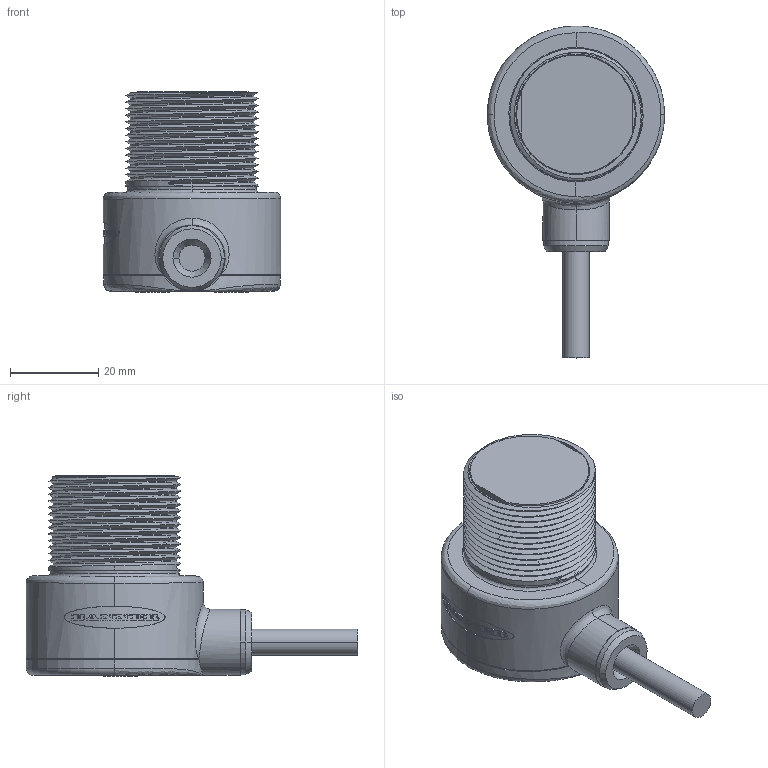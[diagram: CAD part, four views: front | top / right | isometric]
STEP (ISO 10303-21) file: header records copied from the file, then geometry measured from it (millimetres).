
FILE_DESCRIPTION((''),'2;1');
FILE_NAME('156726_SM01_ASM','2022-11-07T14:21:15',('PDMAdmin'),('BANNER ENGINEERING'),'CREO PARAMETRIC BY PTC INC, 2019292','CREO PARAMETRIC BY PTC INC, 2019292','');
FILE_SCHEMA(('CONFIG_CONTROL_DESIGN'));
Products named in the file (3): 156726_EP01; 09460_WEB; 156726_SM01_ASM
Assembly tree (2 placements, depth 2):
  156726_SM01_ASM
    156726_EP01
    09460_WEB
Bounding box: 40.18 x 75.26 x 45.52 mm (x, y, z)
Volume: 46154.7 mm3; surface area: 11235.1 mm2
Topology: 2 solids, 2 shells, 403 faces, 1112 edges, 739 vertices
Faces by surface type: cylinder 205, plane 162, bspline 19, cone 8, torus 7, extrusion 2
Entity records: 21599 total; most frequent: CARTESIAN_POINT 11851, ORIENTED_EDGE 2220, DIRECTION 1725, EDGE_CURVE 1110, VERTEX_POINT 739, AXIS2_PLACEMENT_3D 626, VECTOR 473, LINE 471
